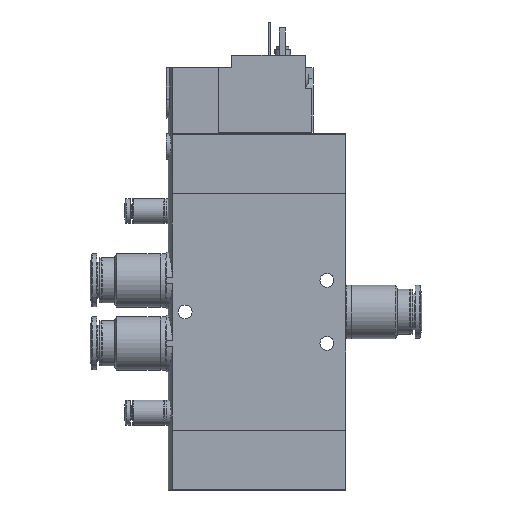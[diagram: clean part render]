
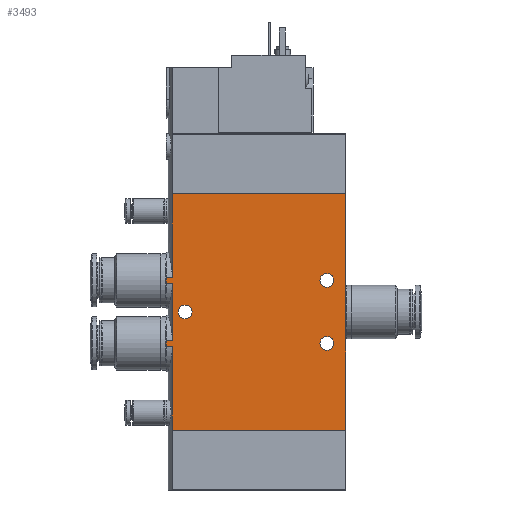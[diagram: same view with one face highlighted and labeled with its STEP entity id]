
A CAD part, left-side view. The second image highlights one B-rep face of the part: STEP entity #3493.
In plain terms, the highlighted face is planar.
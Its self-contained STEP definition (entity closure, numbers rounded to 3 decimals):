
#111=PLANE('',#4359);
#296=CIRCLE('',#4347,2.2);
#298=CIRCLE('',#4350,2.2);
#303=CIRCLE('',#4360,2.2);
#520=ORIENTED_EDGE('',*,*,#1425,.T.);
#521=ORIENTED_EDGE('',*,*,#1450,.T.);
#522=ORIENTED_EDGE('',*,*,#1441,.F.);
#523=ORIENTED_EDGE('',*,*,#1414,.T.);
#524=ORIENTED_EDGE('',*,*,#1427,.T.);
#525=ORIENTED_EDGE('',*,*,#1416,.T.);
#526=ORIENTED_EDGE('',*,*,#1445,.F.);
#527=ORIENTED_EDGE('',*,*,#1406,.T.);
#528=ORIENTED_EDGE('',*,*,#1430,.T.);
#529=ORIENTED_EDGE('',*,*,#1408,.T.);
#530=ORIENTED_EDGE('',*,*,#1437,.F.);
#531=ORIENTED_EDGE('',*,*,#1451,.F.);
#532=ORIENTED_EDGE('',*,*,#1435,.F.);
#533=ORIENTED_EDGE('',*,*,#1433,.F.);
#534=ORIENTED_EDGE('',*,*,#1452,.F.);
#1406=EDGE_CURVE('',#1882,#1881,#2224,.F.);
#1408=EDGE_CURVE('',#1883,#1884,#2225,.T.);
#1414=EDGE_CURVE('',#1890,#1889,#2228,.F.);
#1416=EDGE_CURVE('',#1891,#1892,#2229,.T.);
#1425=EDGE_CURVE('',#1901,#1900,#2233,.T.);
#1427=EDGE_CURVE('',#1889,#1891,#2235,.T.);
#1430=EDGE_CURVE('',#1881,#1883,#2237,.T.);
#1433=EDGE_CURVE('',#1904,#1904,#296,.F.);
#1435=EDGE_CURVE('',#1906,#1906,#298,.F.);
#1437=EDGE_CURVE('',#1908,#1884,#2239,.T.);
#1441=EDGE_CURVE('',#1890,#1911,#2241,.T.);
#1445=EDGE_CURVE('',#1882,#1892,#2243,.T.);
#1450=EDGE_CURVE('',#1900,#1911,#2247,.T.);
#1451=EDGE_CURVE('',#1901,#1908,#2248,.T.);
#1452=EDGE_CURVE('',#1915,#1915,#303,.F.);
#1881=VERTEX_POINT('',#5833);
#1882=VERTEX_POINT('',#5835);
#1883=VERTEX_POINT('',#5848);
#1884=VERTEX_POINT('',#5849);
#1889=VERTEX_POINT('',#5870);
#1890=VERTEX_POINT('',#5872);
#1891=VERTEX_POINT('',#5885);
#1892=VERTEX_POINT('',#5886);
#1900=VERTEX_POINT('',#5912);
#1901=VERTEX_POINT('',#5914);
#1904=VERTEX_POINT('',#5928);
#1906=VERTEX_POINT('',#5933);
#1908=VERTEX_POINT('',#5938);
#1911=VERTEX_POINT('',#5957);
#1915=VERTEX_POINT('',#5985);
#2224=LINE('',#5834,#2462);
#2225=LINE('',#5847,#2463);
#2228=LINE('',#5871,#2466);
#2229=LINE('',#5884,#2467);
#2233=LINE('',#5913,#2471);
#2235=LINE('',#5917,#2473);
#2237=LINE('',#5922,#2475);
#2239=LINE('',#5937,#2477);
#2241=LINE('',#5956,#2479);
#2243=LINE('',#5974,#2481);
#2247=LINE('',#5982,#2485);
#2248=LINE('',#5983,#2486);
#2462=VECTOR('',#4756,1000.);
#2463=VECTOR('',#4759,1000.);
#2466=VECTOR('',#4768,1000.);
#2467=VECTOR('',#4771,1000.);
#2471=VECTOR('',#4785,1000.);
#2473=VECTOR('',#4789,1000.);
#2475=VECTOR('',#4795,1000.);
#2477=VECTOR('',#4813,1000.);
#2479=VECTOR('',#4819,1000.);
#2481=VECTOR('',#4825,1000.);
#2485=VECTOR('',#4835,1000.);
#2486=VECTOR('',#4836,1000.);
#2724=EDGE_LOOP('',(#520,#521,#522,#523,#524,#525,#526,#527,#528,#529,#530,
#531));
#2725=EDGE_LOOP('',(#532));
#2726=EDGE_LOOP('',(#533));
#2727=EDGE_LOOP('',(#534));
#3073=FACE_BOUND('',#2724,.T.);
#3074=FACE_BOUND('',#2725,.T.);
#3075=FACE_BOUND('',#2726,.T.);
#3076=FACE_BOUND('',#2727,.T.);
#3493=ADVANCED_FACE('',(#3073,#3074,#3075,#3076),#111,.F.);
#4347=AXIS2_PLACEMENT_3D('',#5927,#4801,#4802);
#4350=AXIS2_PLACEMENT_3D('',#5932,#4807,#4808);
#4359=AXIS2_PLACEMENT_3D('',#5981,#4833,#4834);
#4360=AXIS2_PLACEMENT_3D('',#5984,#4837,#4838);
#4756=DIRECTION('',(0.,-1.,0.));
#4759=DIRECTION('',(0.,-1.,0.));
#4768=DIRECTION('',(0.,-1.,0.));
#4771=DIRECTION('',(0.,-1.,0.));
#4785=DIRECTION('',(-1.,0.,0.));
#4789=DIRECTION('',(1.,0.,0.));
#4795=DIRECTION('',(1.,0.,0.));
#4801=DIRECTION('',(0.,0.,1.));
#4802=DIRECTION('',(1.,0.,0.));
#4807=DIRECTION('',(0.,0.,1.));
#4808=DIRECTION('',(1.,0.,0.));
#4813=DIRECTION('',(-1.,0.,0.));
#4819=DIRECTION('',(-1.,0.,0.));
#4825=DIRECTION('',(-1.,0.,0.));
#4833=DIRECTION('',(0.,0.,1.));
#4834=DIRECTION('',(1.,0.,0.));
#4835=DIRECTION('',(0.,1.,0.));
#4836=DIRECTION('',(0.,1.,0.));
#4837=DIRECTION('',(0.,0.,1.));
#4838=DIRECTION('',(1.,0.,0.));
#5833=CARTESIAN_POINT('',(46.55,57.,-9.));
#5834=CARTESIAN_POINT('',(46.55,0.,-9.));
#5835=CARTESIAN_POINT('',(46.55,55.018,-9.));
#5847=CARTESIAN_POINT('',(48.45,0.,-9.));
#5848=CARTESIAN_POINT('',(48.45,57.,-9.));
#5849=CARTESIAN_POINT('',(48.45,55.018,-9.));
#5870=CARTESIAN_POINT('',(26.55,57.,-9.));
#5871=CARTESIAN_POINT('',(26.55,0.,-9.));
#5872=CARTESIAN_POINT('',(26.55,55.018,-9.));
#5884=CARTESIAN_POINT('',(28.45,0.,-9.));
#5885=CARTESIAN_POINT('',(28.45,57.,-9.));
#5886=CARTESIAN_POINT('',(28.45,55.018,-9.));
#5912=CARTESIAN_POINT('',(0.,0.,-9.));
#5913=CARTESIAN_POINT('',(75.,0.,-9.));
#5914=CARTESIAN_POINT('',(75.,0.,-9.));
#5917=CARTESIAN_POINT('',(27.5,57.,-9.));
#5922=CARTESIAN_POINT('',(47.5,57.,-9.));
#5927=CARTESIAN_POINT('',(27.5,6.,-9.));
#5928=CARTESIAN_POINT('',(29.7,6.,-9.));
#5932=CARTESIAN_POINT('',(47.5,6.,-9.));
#5933=CARTESIAN_POINT('',(49.7,6.,-9.));
#5937=CARTESIAN_POINT('',(75.,55.018,-9.));
#5938=CARTESIAN_POINT('',(75.,55.018,-9.));
#5956=CARTESIAN_POINT('',(75.,55.018,-9.));
#5957=CARTESIAN_POINT('',(0.,55.018,-9.));
#5974=CARTESIAN_POINT('',(75.,55.018,-9.));
#5981=CARTESIAN_POINT('',(75.,0.,-9.));
#5982=CARTESIAN_POINT('',(0.,0.,-9.));
#5983=CARTESIAN_POINT('',(75.,0.,-9.));
#5984=CARTESIAN_POINT('',(37.5,51.,-9.));
#5985=CARTESIAN_POINT('',(39.7,51.,-9.));
